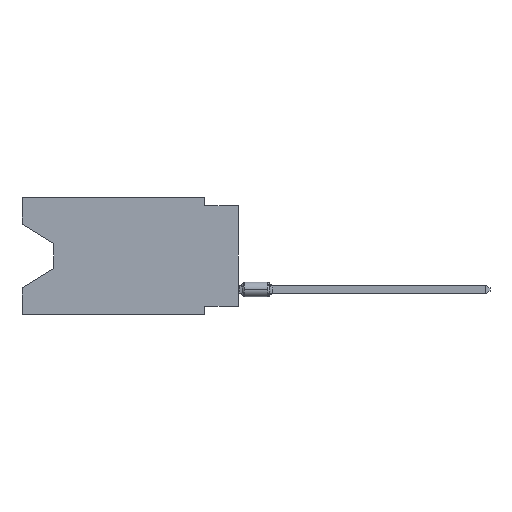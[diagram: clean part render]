
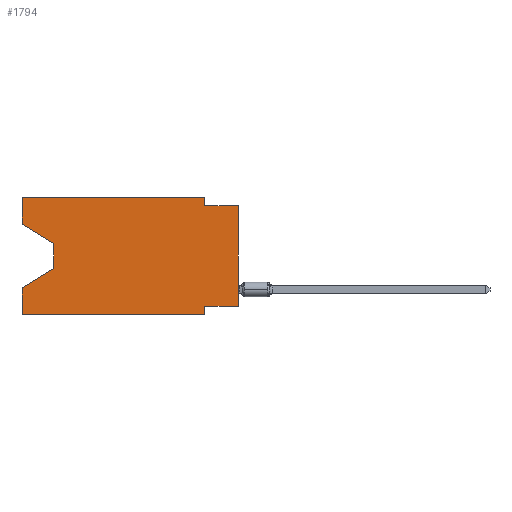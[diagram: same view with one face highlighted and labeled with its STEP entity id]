
A CAD part, left-side view. The second image highlights one B-rep face of the part: STEP entity #1794.
In plain terms, the highlighted planar face has unit normal (-1, 0, 0).
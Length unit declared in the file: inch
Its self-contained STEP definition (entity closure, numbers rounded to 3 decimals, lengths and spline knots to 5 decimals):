
#496 = ORIENTED_EDGE ( 'NONE', *, *, #4980, .T. ) ;
#987 = ORIENTED_EDGE ( 'NONE', *, *, #4616, .F. ) ;
#1172 = VECTOR ( 'NONE', #13558, 39.37008 ) ;
#1176 = VECTOR ( 'NONE', #16602, 39.37008 ) ;
#1330 = VERTEX_POINT ( 'NONE', #14729 ) ;
#1340 = VECTOR ( 'NONE', #2639, 39.37008 ) ;
#1491 = DIRECTION ( 'NONE',  ( 0., 0., 1. ) ) ;
#1794 = ADVANCED_FACE ( 'NONE', ( #14795 ), #10814, .F. ) ;
#1943 = VERTEX_POINT ( 'NONE', #13890 ) ;
#1960 = VECTOR ( 'NONE', #16646, 39.37008 ) ;
#1977 = ORIENTED_EDGE ( 'NONE', *, *, #14487, .F. ) ;
#2087 = VERTEX_POINT ( 'NONE', #13235 ) ;
#2195 = CARTESIAN_POINT ( 'NONE',  ( 0., 0.645, 0. ) ) ;
#2201 = LINE ( 'NONE', #3647, #2961 ) ;
#2578 = CARTESIAN_POINT ( 'NONE',  ( 0., 0.1, 0. ) ) ;
#2585 = DIRECTION ( 'NONE',  ( 1., 0., 0. ) ) ;
#2639 = DIRECTION ( 'NONE',  ( 0., 0., -1. ) ) ;
#2961 = VECTOR ( 'NONE', #7723, 39.37008 ) ;
#3200 = EDGE_CURVE ( 'NONE', #4051, #1330, #2201, .T. ) ;
#3371 = VECTOR ( 'NONE', #16239, 39.37008 ) ;
#3611 = CARTESIAN_POINT ( 'NONE',  ( 0., 0.1, -0.025 ) ) ;
#3647 = CARTESIAN_POINT ( 'NONE',  ( 0., 0.645, 0. ) ) ;
#3879 = VECTOR ( 'NONE', #16840, 39.37008 ) ;
#4040 = VECTOR ( 'NONE', #9006, 39.37008 ) ;
#4051 = VERTEX_POINT ( 'NONE', #12845 ) ;
#4242 = VERTEX_POINT ( 'NONE', #9128 ) ;
#4302 = CARTESIAN_POINT ( 'NONE',  ( 0., 0.1, -0.325 ) ) ;
#4317 = EDGE_CURVE ( 'NONE', #14333, #6997, #17646, .T. ) ;
#4422 = VECTOR ( 'NONE', #13318, 39.37008 ) ;
#4616 = EDGE_CURVE ( 'NONE', #17236, #1943, #8210, .T. ) ;
#4771 = VERTEX_POINT ( 'NONE', #7209 ) ;
#4836 = ORIENTED_EDGE ( 'NONE', *, *, #5877, .T. ) ;
#4980 = EDGE_CURVE ( 'NONE', #2087, #11982, #5562, .T. ) ;
#5126 = CARTESIAN_POINT ( 'NONE',  ( 0., 0.645, 0. ) ) ;
#5256 = ORIENTED_EDGE ( 'NONE', *, *, #9375, .F. ) ;
#5337 = CARTESIAN_POINT ( 'NONE',  ( 0., 0.645, -0.26975 ) ) ;
#5390 = ORIENTED_EDGE ( 'NONE', *, *, #17384, .T. ) ;
#5562 = LINE ( 'NONE', #7006, #1176 ) ;
#5609 = CARTESIAN_POINT ( 'NONE',  ( 0., 0.55, -0.138 ) ) ;
#5877 = EDGE_CURVE ( 'NONE', #4051, #4771, #14350, .T. ) ;
#6161 = EDGE_CURVE ( 'NONE', #7123, #1943, #11078, .T. ) ;
#6243 = DIRECTION ( 'NONE',  ( 0., 1., 0. ) ) ;
#6259 = AXIS2_PLACEMENT_3D ( 'NONE', #5126, #2585, #6837 ) ;
#6426 = LINE ( 'NONE', #14837, #9010 ) ;
#6837 = DIRECTION ( 'NONE',  ( 0., 0., -1. ) ) ;
#6899 = CARTESIAN_POINT ( 'NONE',  ( 0., 0.1, -0.35 ) ) ;
#6997 = VERTEX_POINT ( 'NONE', #5337 ) ;
#7006 = CARTESIAN_POINT ( 'NONE',  ( 0., 0.645, -0.35 ) ) ;
#7123 = VERTEX_POINT ( 'NONE', #15880 ) ;
#7209 = CARTESIAN_POINT ( 'NONE',  ( 0., 0.55, -0.138 ) ) ;
#7226 = VECTOR ( 'NONE', #1491, 39.37008 ) ;
#7329 = CARTESIAN_POINT ( 'NONE',  ( 0., 0.645, 0. ) ) ;
#7488 = VERTEX_POINT ( 'NONE', #4302 ) ;
#7623 = ORIENTED_EDGE ( 'NONE', *, *, #6161, .T. ) ;
#7723 = DIRECTION ( 'NONE',  ( 0., 0., 1. ) ) ;
#8169 = EDGE_CURVE ( 'NONE', #7123, #7488, #6426, .T. ) ;
#8210 = LINE ( 'NONE', #16721, #17389 ) ;
#8328 = LINE ( 'NONE', #5609, #1960 ) ;
#8992 = ORIENTED_EDGE ( 'NONE', *, *, #4317, .T. ) ;
#9006 = DIRECTION ( 'NONE',  ( 0., -0.855, -0.519 ) ) ;
#9010 = VECTOR ( 'NONE', #6243, 39.37008 ) ;
#9128 = CARTESIAN_POINT ( 'NONE',  ( 0., 0.1, 0. ) ) ;
#9375 = EDGE_CURVE ( 'NONE', #2087, #6997, #13234, .T. ) ;
#9875 = LINE ( 'NONE', #7329, #3879 ) ;
#10776 = ORIENTED_EDGE ( 'NONE', *, *, #8169, .F. ) ;
#10814 = PLANE ( 'NONE',  #6259 ) ;
#10890 = CARTESIAN_POINT ( 'NONE',  ( 0., 0.1, -0.35 ) ) ;
#11078 = LINE ( 'NONE', #16515, #7226 ) ;
#11082 = ORIENTED_EDGE ( 'NONE', *, *, #3200, .F. ) ;
#11096 = CARTESIAN_POINT ( 'NONE',  ( 0., 0.55, -0.212 ) ) ;
#11256 = EDGE_CURVE ( 'NONE', #1330, #4242, #9875, .T. ) ;
#11495 = ORIENTED_EDGE ( 'NONE', *, *, #11256, .F. ) ;
#11982 = VERTEX_POINT ( 'NONE', #10890 ) ;
#12845 = CARTESIAN_POINT ( 'NONE',  ( 0., 0.645, -0.08025 ) ) ;
#13234 = LINE ( 'NONE', #2195, #4422 ) ;
#13235 = CARTESIAN_POINT ( 'NONE',  ( 0., 0.645, -0.35 ) ) ;
#13307 = ORIENTED_EDGE ( 'NONE', *, *, #15130, .F. ) ;
#13318 = DIRECTION ( 'NONE',  ( 0., 0., 1. ) ) ;
#13496 = CARTESIAN_POINT ( 'NONE',  ( 0., 0.55, -0.212 ) ) ;
#13520 = EDGE_LOOP ( 'NONE', ( #4836, #5390, #8992, #5256, #496, #1977, #10776, #7623, #987, #13307, #11495, #11082 ) ) ;
#13558 = DIRECTION ( 'NONE',  ( 0., 0.855, -0.519 ) ) ;
#13890 = CARTESIAN_POINT ( 'NONE',  ( 0., 0., -0.025 ) ) ;
#14333 = VERTEX_POINT ( 'NONE', #13496 ) ;
#14350 = LINE ( 'NONE', #15799, #4040 ) ;
#14487 = EDGE_CURVE ( 'NONE', #7488, #11982, #15029, .T. ) ;
#14729 = CARTESIAN_POINT ( 'NONE',  ( 0., 0.645, 0. ) ) ;
#14795 = FACE_OUTER_BOUND ( 'NONE', #13520, .T. ) ;
#14837 = CARTESIAN_POINT ( 'NONE',  ( 0., 0., -0.325 ) ) ;
#14968 = LINE ( 'NONE', #2578, #3371 ) ;
#15029 = LINE ( 'NONE', #6899, #1340 ) ;
#15130 = EDGE_CURVE ( 'NONE', #4242, #17236, #14968, .T. ) ;
#15799 = CARTESIAN_POINT ( 'NONE',  ( 0., 0.645, -0.08025 ) ) ;
#15880 = CARTESIAN_POINT ( 'NONE',  ( 0., 0., -0.325 ) ) ;
#16239 = DIRECTION ( 'NONE',  ( 0., 0., -1. ) ) ;
#16446 = DIRECTION ( 'NONE',  ( 0., -1., 0. ) ) ;
#16515 = CARTESIAN_POINT ( 'NONE',  ( 0., 0., 0. ) ) ;
#16602 = DIRECTION ( 'NONE',  ( 0., -1., 0. ) ) ;
#16646 = DIRECTION ( 'NONE',  ( 0., 0., -1. ) ) ;
#16721 = CARTESIAN_POINT ( 'NONE',  ( 0., 0., -0.025 ) ) ;
#16840 = DIRECTION ( 'NONE',  ( 0., -1., 0. ) ) ;
#17236 = VERTEX_POINT ( 'NONE', #3611 ) ;
#17384 = EDGE_CURVE ( 'NONE', #4771, #14333, #8328, .T. ) ;
#17389 = VECTOR ( 'NONE', #16446, 39.37008 ) ;
#17646 = LINE ( 'NONE', #11096, #1172 ) ;
